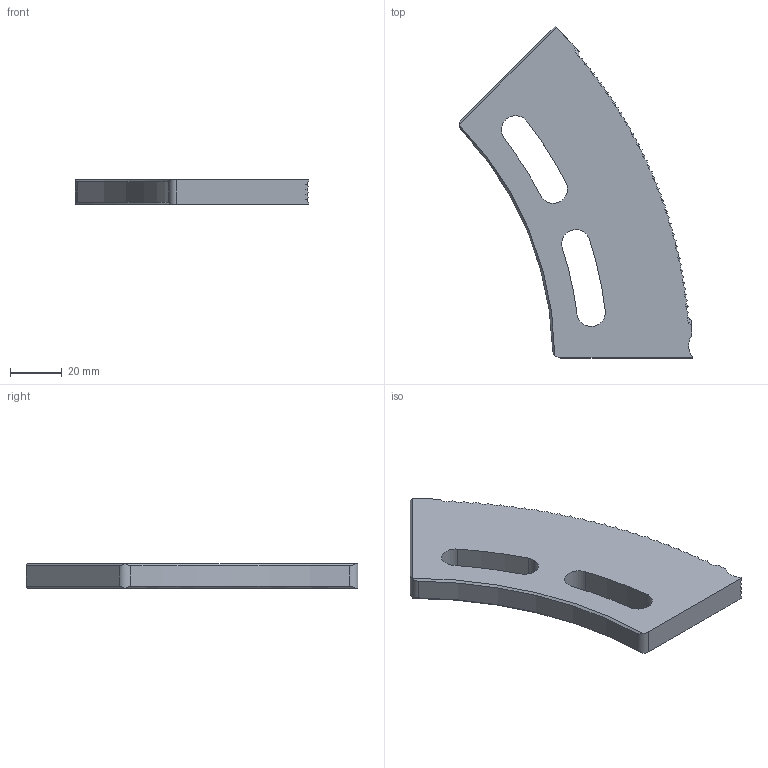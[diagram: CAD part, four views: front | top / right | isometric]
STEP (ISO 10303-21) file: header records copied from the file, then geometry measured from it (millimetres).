
FILE_DESCRIPTION (( 'STEP AP203' ), '1' );
FILE_NAME ('M721067-S.STEP', '2022-04-20T20:42:46', ( '' ), ( '' ), 'SwSTEP 2.0', 'SolidWorks 2020', '' );
FILE_SCHEMA (( 'CONFIG_CONTROL_DESIGN' ));
Length unit declared in the file: inch
Products named in the file (1): M721067-S
Bounding box: 89.84 x 127.99 x 9.51 mm (x, y, z)
Volume: 51616 mm3; surface area: 16183.8 mm2
Topology: 1 solids, 1 shells, 89 faces, 259 edges, 172 vertices
Faces by surface type: sphere 51, cylinder 16, plane 10, cone 10, torus 2
Entity records: 3963 total; most frequent: CARTESIAN_POINT 1516, DIRECTION 518, ORIENTED_EDGE 518, EDGE_CURVE 259, AXIS2_PLACEMENT_3D 240, VERTEX_POINT 172, CIRCLE 150, EDGE_LOOP 93
